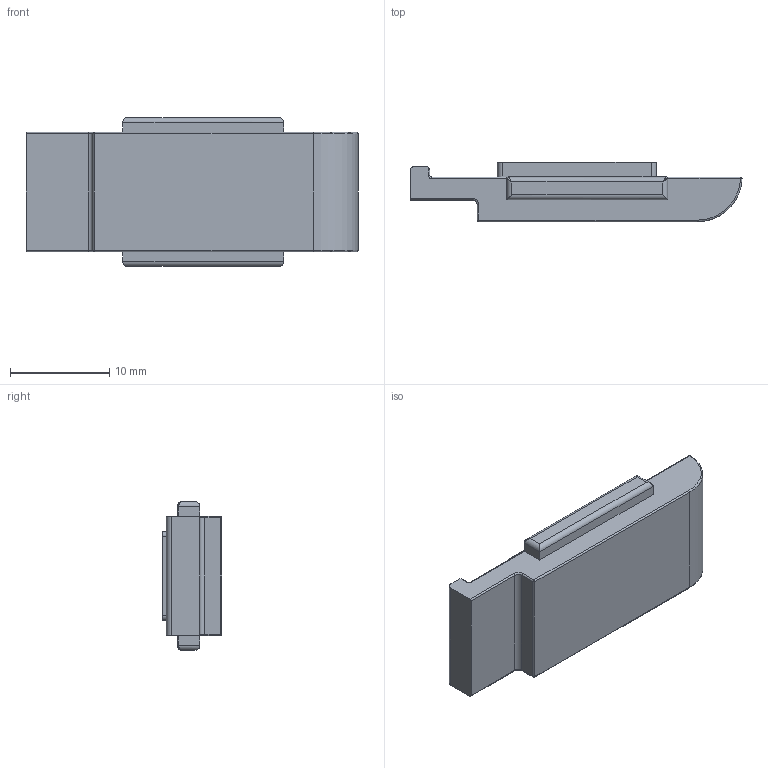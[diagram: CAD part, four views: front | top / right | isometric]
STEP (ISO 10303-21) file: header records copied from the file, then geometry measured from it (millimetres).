
FILE_DESCRIPTION (( 'STEP AP203' ), '1' );
FILE_NAME ('31-BODEN-ZN20.step', '2021-11-25T09:52:01', ( '' ), ( '' ), 'SwSTEP 2.0', 'SolidWorks 2018', '' );
FILE_SCHEMA (( 'CONFIG_CONTROL_DESIGN' ));
Length unit declared in the file: millimetre
Products named in the file (2): 31-BODEN-ZN20
Bounding box: 33.46 x 6 x 15 mm (x, y, z)
Volume: 1924.6 mm3; surface area: 1332.5 mm2
Topology: 1 solids, 1 shells, 71 faces, 170 edges, 94 vertices
Faces by surface type: cylinder 34, plane 23, torus 6, bspline 4, sphere 4
Entity records: 2181 total; most frequent: CARTESIAN_POINT 475, DIRECTION 332, ORIENTED_EDGE 324, EDGE_CURVE 162, AXIS2_PLACEMENT_3D 119, LINE 94, VECTOR 94, VERTEX_POINT 94
